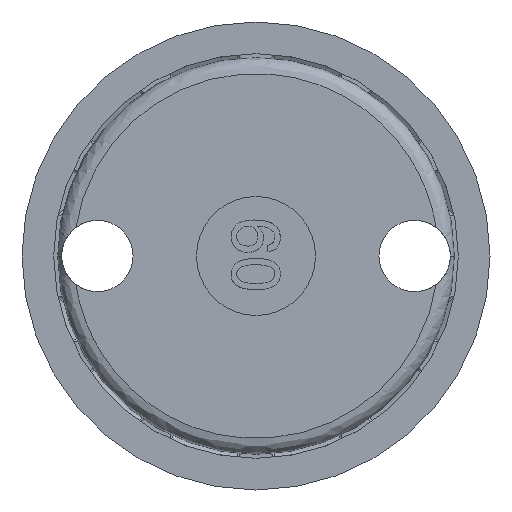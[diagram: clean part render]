
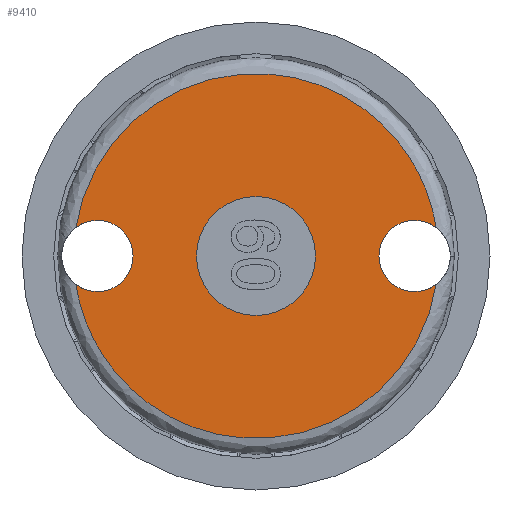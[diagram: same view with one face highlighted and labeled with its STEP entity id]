
A CAD part, front view. The second image highlights one B-rep face of the part: STEP entity #9410.
In plain terms, the highlighted planar face has unit normal (0, -1, 0).
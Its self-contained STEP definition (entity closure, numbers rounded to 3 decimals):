
#408 = EDGE_CURVE ( 'NONE', #10659, #14738, #1327, .T. ) ;
#858 =( BOUNDED_CURVE ( )  B_SPLINE_CURVE ( 3, ( #3407, #3191, #3137, #3118 ),
 .UNSPECIFIED., .F., .F. ) 
 B_SPLINE_CURVE_WITH_KNOTS ( ( 4, 4 ),
 ( 0., 1. ),
 .UNSPECIFIED. ) 
 CURVE ( )  GEOMETRIC_REPRESENTATION_ITEM ( )  RATIONAL_B_SPLINE_CURVE ( ( 1., 0.437, 0.437, 1. ) ) 
 REPRESENTATION_ITEM ( '' )  );
#970 = CIRCLE ( 'NONE', #5265, 4.5 ) ;
#1314 = CARTESIAN_POINT ( 'NONE',  ( -20., -2., 0. ) ) ;
#1327 = CIRCLE ( 'NONE', #6426, 4.5 ) ;
#1383 = ORIENTED_EDGE ( 'NONE', *, *, #2161, .T. ) ;
#1729 = ORIENTED_EDGE ( 'NONE', *, *, #10643, .F. ) ;
#1940 = CARTESIAN_POINT ( 'NONE',  ( 22.719, -2., 3.586 ) ) ;
#2161 = EDGE_CURVE ( 'NONE', #5956, #7810, #2575, .T. ) ;
#2575 = CIRCLE ( 'NONE', #14935, 4.5 ) ;
#2616 = VERTEX_POINT ( 'NONE', #13084 ) ;
#2709 = CARTESIAN_POINT ( 'NONE',  ( 20., -2., 0. ) ) ;
#2849 = VERTEX_POINT ( 'NONE', #5884 ) ;
#2862 = EDGE_LOOP ( 'NONE', ( #12402, #4260, #13530, #1729, #14306, #13024, #1383, #3252 ) ) ;
#2998 = CARTESIAN_POINT ( 'NONE',  ( 22.719, -2., -3.586 ) ) ;
#3019 = DIRECTION ( 'NONE',  ( 0., 0., 1. ) ) ;
#3110 = DIRECTION ( 'NONE',  ( 0., 0., -1. ) ) ;
#3118 = CARTESIAN_POINT ( 'NONE',  ( -22.719, -2., -3.586 ) ) ;
#3122 = DIRECTION ( 'NONE',  ( 0., 1., 0. ) ) ;
#3137 = CARTESIAN_POINT ( 'NONE',  ( -17.319, -2., -37.799 ) ) ;
#3191 = CARTESIAN_POINT ( 'NONE',  ( 17.319, -2., -37.799 ) ) ;
#3252 = ORIENTED_EDGE ( 'NONE', *, *, #12250, .F. ) ;
#3407 = CARTESIAN_POINT ( 'NONE',  ( 22.719, -2., -3.586 ) ) ;
#3479 = DIRECTION ( 'NONE',  ( 0., 1., 0. ) ) ;
#3724 =( BOUNDED_CURVE ( )  B_SPLINE_CURVE ( 3, ( #6706, #15055, #9279, #1940 ),
 .UNSPECIFIED., .F., .F. ) 
 B_SPLINE_CURVE_WITH_KNOTS ( ( 4, 4 ),
 ( 0., 1. ),
 .UNSPECIFIED. ) 
 CURVE ( )  GEOMETRIC_REPRESENTATION_ITEM ( )  RATIONAL_B_SPLINE_CURVE ( ( 1., 0.437, 0.437, 1. ) ) 
 REPRESENTATION_ITEM ( '' )  );
#3888 = CARTESIAN_POINT ( 'NONE',  ( 20., -2., 0. ) ) ;
#3987 = EDGE_CURVE ( 'NONE', #14738, #5956, #970, .T. ) ;
#4062 = DIRECTION ( 'NONE',  ( 0., 0., 1. ) ) ;
#4084 = DIRECTION ( 'NONE',  ( 0., 1., 0. ) ) ;
#4260 = ORIENTED_EDGE ( 'NONE', *, *, #4479, .T. ) ;
#4479 = EDGE_CURVE ( 'NONE', #9403, #2849, #10940, .T. ) ;
#4553 = DIRECTION ( 'NONE',  ( 0., 1., 0. ) ) ;
#5265 = AXIS2_PLACEMENT_3D ( 'NONE', #3888, #4084, #4062 ) ;
#5294 = EDGE_LOOP ( 'NONE', ( #14541, #13487 ) ) ;
#5415 = CARTESIAN_POINT ( 'NONE',  ( 0., -2., 0. ) ) ;
#5419 = AXIS2_PLACEMENT_3D ( 'NONE', #1314, #15185, #6489 ) ;
#5511 = CIRCLE ( 'NONE', #8438, 7.5 ) ;
#5516 = VERTEX_POINT ( 'NONE', #11103 ) ;
#5841 = EDGE_CURVE ( 'NONE', #7408, #2616, #5511, .T. ) ;
#5884 = CARTESIAN_POINT ( 'NONE',  ( -20., -2., -4.5 ) ) ;
#5932 = AXIS2_PLACEMENT_3D ( 'NONE', #7106, #6516, #6289 ) ;
#5956 = VERTEX_POINT ( 'NONE', #14092 ) ;
#6248 = DIRECTION ( 'NONE',  ( 0., 0., 1. ) ) ;
#6289 = DIRECTION ( 'NONE',  ( 0., 0., 1. ) ) ;
#6340 = CARTESIAN_POINT ( 'NONE',  ( 0., -2., -7.5 ) ) ;
#6373 = AXIS2_PLACEMENT_3D ( 'NONE', #13828, #6641, #14936 ) ;
#6426 = AXIS2_PLACEMENT_3D ( 'NONE', #2709, #4553, #6248 ) ;
#6489 = DIRECTION ( 'NONE',  ( 0., 0., 1. ) ) ;
#6516 = DIRECTION ( 'NONE',  ( 0., 1., 0. ) ) ;
#6641 = DIRECTION ( 'NONE',  ( 0., 1., 0. ) ) ;
#6706 = CARTESIAN_POINT ( 'NONE',  ( -22.719, -2., 3.586 ) ) ;
#7106 = CARTESIAN_POINT ( 'NONE',  ( -20., -2., 0. ) ) ;
#7408 = VERTEX_POINT ( 'NONE', #6340 ) ;
#7810 = VERTEX_POINT ( 'NONE', #11954 ) ;
#7959 = EDGE_CURVE ( 'NONE', #2849, #13629, #12625, .T. ) ;
#8438 = AXIS2_PLACEMENT_3D ( 'NONE', #5415, #3122, #3110 ) ;
#8751 = EDGE_CURVE ( 'NONE', #5516, #9403, #9243, .T. ) ;
#9243 = CIRCLE ( 'NONE', #5419, 4.5 ) ;
#9279 = CARTESIAN_POINT ( 'NONE',  ( 17.319, -2., 37.799 ) ) ;
#9403 = VERTEX_POINT ( 'NONE', #14836 ) ;
#9410 = ADVANCED_FACE ( 'NONE', ( #13978, #10869 ), #15049, .T. ) ;
#10598 = CARTESIAN_POINT ( 'NONE',  ( 20., -2., 0. ) ) ;
#10643 = EDGE_CURVE ( 'NONE', #10659, #13629, #858, .T. ) ;
#10650 = CARTESIAN_POINT ( 'NONE',  ( 20., -2., -4.5 ) ) ;
#10659 = VERTEX_POINT ( 'NONE', #2998 ) ;
#10766 = AXIS2_PLACEMENT_3D ( 'NONE', #14719, #14717, #14691 ) ;
#10869 = FACE_OUTER_BOUND ( 'NONE', #2862, .T. ) ;
#10940 = CIRCLE ( 'NONE', #5932, 4.5 ) ;
#11103 = CARTESIAN_POINT ( 'NONE',  ( -22.719, -2., 3.586 ) ) ;
#11514 = CIRCLE ( 'NONE', #6373, 7.5 ) ;
#11954 = CARTESIAN_POINT ( 'NONE',  ( 22.719, -2., 3.586 ) ) ;
#12105 = CARTESIAN_POINT ( 'NONE',  ( -22.719, -2., -3.586 ) ) ;
#12250 = EDGE_CURVE ( 'NONE', #5516, #7810, #3724, .T. ) ;
#12402 = ORIENTED_EDGE ( 'NONE', *, *, #8751, .T. ) ;
#12625 = CIRCLE ( 'NONE', #14191, 4.5 ) ;
#12998 = EDGE_CURVE ( 'NONE', #2616, #7408, #11514, .T. ) ;
#13024 = ORIENTED_EDGE ( 'NONE', *, *, #3987, .T. ) ;
#13084 = CARTESIAN_POINT ( 'NONE',  ( 0., -2., 7.5 ) ) ;
#13487 = ORIENTED_EDGE ( 'NONE', *, *, #12998, .T. ) ;
#13530 = ORIENTED_EDGE ( 'NONE', *, *, #7959, .T. ) ;
#13629 = VERTEX_POINT ( 'NONE', #12105 ) ;
#13828 = CARTESIAN_POINT ( 'NONE',  ( 0., -2., 0. ) ) ;
#13978 = FACE_BOUND ( 'NONE', #5294, .T. ) ;
#14092 = CARTESIAN_POINT ( 'NONE',  ( 20., -2., 4.5 ) ) ;
#14191 = AXIS2_PLACEMENT_3D ( 'NONE', #14528, #14506, #15069 ) ;
#14306 = ORIENTED_EDGE ( 'NONE', *, *, #408, .T. ) ;
#14506 = DIRECTION ( 'NONE',  ( 0., 1., 0. ) ) ;
#14528 = CARTESIAN_POINT ( 'NONE',  ( -20., -2., 0. ) ) ;
#14541 = ORIENTED_EDGE ( 'NONE', *, *, #5841, .T. ) ;
#14691 = DIRECTION ( 'NONE',  ( 0., 0., -1. ) ) ;
#14717 = DIRECTION ( 'NONE',  ( 0., -1., 0. ) ) ;
#14719 = CARTESIAN_POINT ( 'NONE',  ( 0., -2., -7.5 ) ) ;
#14738 = VERTEX_POINT ( 'NONE', #10650 ) ;
#14836 = CARTESIAN_POINT ( 'NONE',  ( -20., -2., 4.5 ) ) ;
#14935 = AXIS2_PLACEMENT_3D ( 'NONE', #10598, #3479, #3019 ) ;
#14936 = DIRECTION ( 'NONE',  ( 0., 0., -1. ) ) ;
#15049 = PLANE ( 'NONE',  #10766 ) ;
#15055 = CARTESIAN_POINT ( 'NONE',  ( -17.319, -2., 37.799 ) ) ;
#15069 = DIRECTION ( 'NONE',  ( 0., 0., 1. ) ) ;
#15185 = DIRECTION ( 'NONE',  ( 0., 1., 0. ) ) ;
